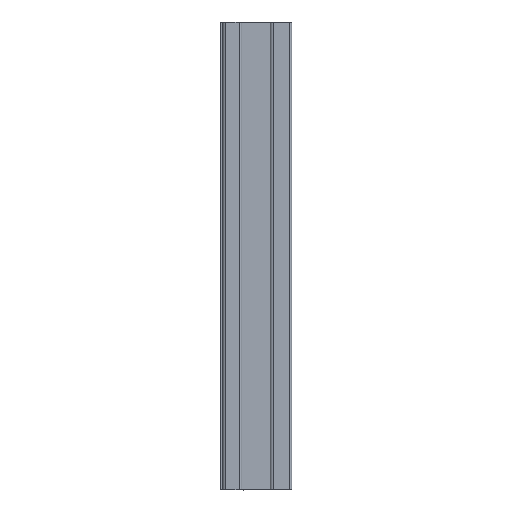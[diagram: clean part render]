
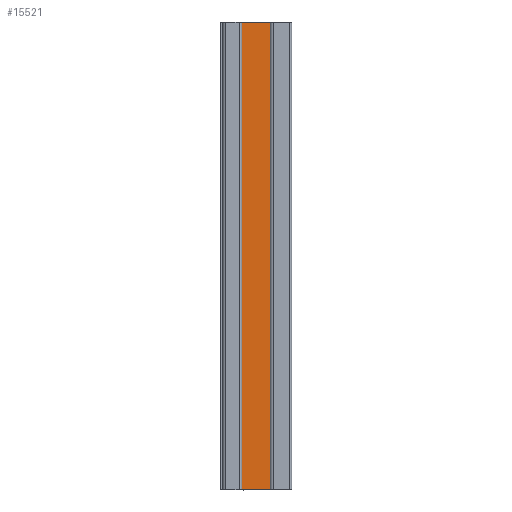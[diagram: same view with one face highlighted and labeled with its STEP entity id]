
A CAD part, left-side view. The second image highlights one B-rep face of the part: STEP entity #15521.
In plain terms, the highlighted planar face has unit normal (-1, 0, 0).
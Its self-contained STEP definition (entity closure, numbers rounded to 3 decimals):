
#426 = PLANE ( 'NONE',  #13629 ) ;
#427 = CARTESIAN_POINT ( 'NONE',  ( -28.5, 5.45, 173. ) ) ;
#428 = DIRECTION ( 'NONE',  ( 1., 0., 0. ) ) ;
#429 = DIRECTION ( 'NONE',  ( 0., 0., -1. ) ) ;
#2924 = EDGE_CURVE ( 'NONE', #13480, #13481, #14717, .T. ) ;
#2983 = EDGE_CURVE ( 'NONE', #13293, #13292, #14800, .T. ) ;
#3076 = EDGE_CURVE ( 'NONE', #13480, #13293, #14908, .T. ) ;
#3077 = EDGE_CURVE ( 'NONE', #13481, #13292, #14910, .T. ) ;
#4495 = FACE_OUTER_BOUND ( 'NONE', #8947, .T. ) ;
#5414 = ORIENTED_EDGE ( 'NONE', *, *, #2983, .T. ) ;
#5415 = ORIENTED_EDGE ( 'NONE', *, *, #3077, .F. ) ;
#5416 = ORIENTED_EDGE ( 'NONE', *, *, #2924, .F. ) ;
#5417 = ORIENTED_EDGE ( 'NONE', *, *, #3076, .T. ) ;
#7241 = CARTESIAN_POINT ( 'NONE',  ( -28.5, 5.45, 173. ) ) ;
#7242 = DIRECTION ( 'NONE',  ( 0., 0., -1. ) ) ;
#7243 = CARTESIAN_POINT ( 'NONE',  ( -28.5, -5.55, 173. ) ) ;
#7244 = DIRECTION ( 'NONE',  ( 0., 0., -1. ) ) ;
#8947 = EDGE_LOOP ( 'NONE', ( #5414, #5415, #5416, #5417 ) ) ;
#10206 = CARTESIAN_POINT ( 'NONE',  ( -28.5, 5.45, 0. ) ) ;
#10208 = DIRECTION ( 'NONE',  ( 0., -1., 0. ) ) ;
#13292 = VERTEX_POINT ( 'NONE', #22246 ) ;
#13293 = VERTEX_POINT ( 'NONE', #22248 ) ;
#13480 = VERTEX_POINT ( 'NONE', #22492 ) ;
#13481 = VERTEX_POINT ( 'NONE', #22494 ) ;
#13629 = AXIS2_PLACEMENT_3D ( 'NONE', #427, #428, #429 ) ;
#14402 = CARTESIAN_POINT ( 'NONE',  ( -28.5, 5.45, 173. ) ) ;
#14403 = DIRECTION ( 'NONE',  ( 0., -1., 0. ) ) ;
#14717 = LINE ( 'NONE', #14402, #14718 ) ;
#14718 = VECTOR ( 'NONE', #14403, 1000. ) ;
#14800 = LINE ( 'NONE', #10206, #14801 ) ;
#14801 = VECTOR ( 'NONE', #10208, 1000. ) ;
#14908 = LINE ( 'NONE', #7241, #14909 ) ;
#14909 = VECTOR ( 'NONE', #7242, 1000. ) ;
#14910 = LINE ( 'NONE', #7243, #14911 ) ;
#14911 = VECTOR ( 'NONE', #7244, 1000. ) ;
#15521 = ADVANCED_FACE ( 'NONE', ( #4495 ), #426, .F. ) ;
#22246 = CARTESIAN_POINT ( 'NONE',  ( -28.5, -5.55, 0. ) ) ;
#22248 = CARTESIAN_POINT ( 'NONE',  ( -28.5, 5.45, 0. ) ) ;
#22492 = CARTESIAN_POINT ( 'NONE',  ( -28.5, 5.45, 173. ) ) ;
#22494 = CARTESIAN_POINT ( 'NONE',  ( -28.5, -5.55, 173. ) ) ;
